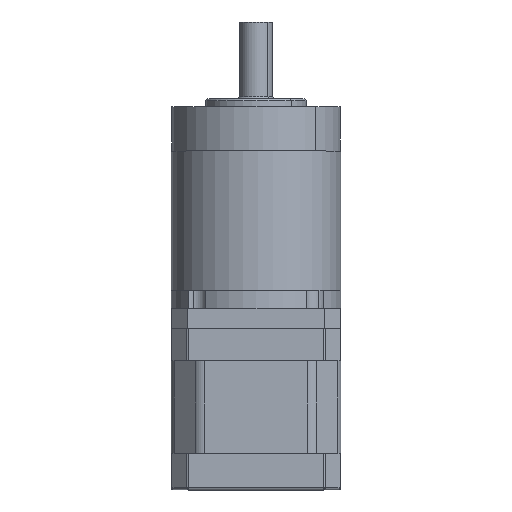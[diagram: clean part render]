
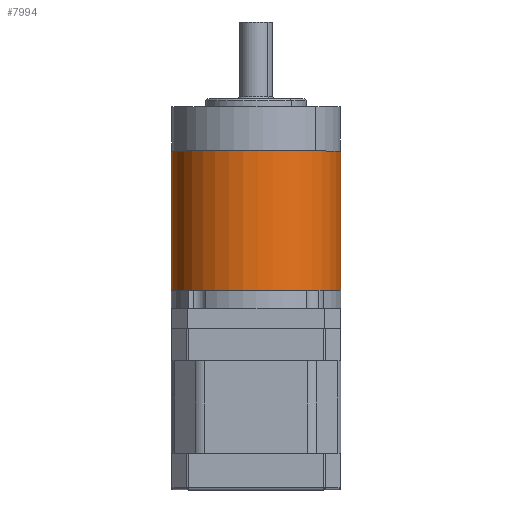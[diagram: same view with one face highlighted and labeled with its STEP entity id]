
A CAD part, top view. The second image highlights one B-rep face of the part: STEP entity #7994.
In plain terms, the highlighted cylindrical face has radius 21 mm (diameter 42 mm), a partial arc.
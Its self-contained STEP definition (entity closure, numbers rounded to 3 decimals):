
#32 = DIRECTION ( 'NONE',  ( 0., 0., 1. ) ) ;
#374 = AXIS2_PLACEMENT_3D ( 'NONE', #1878, #5028, #32 ) ;
#508 = DIRECTION ( 'NONE',  ( 0., -1., 0. ) ) ;
#1190 = ORIENTED_EDGE ( 'NONE', *, *, #17611, .T. ) ;
#1578 = DIRECTION ( 'NONE',  ( 0., -1., 0. ) ) ;
#1878 = CARTESIAN_POINT ( 'NONE',  ( 0., 0., 0. ) ) ;
#2142 = EDGE_LOOP ( 'NONE', ( #21009, #11679, #8887, #1190 ) ) ;
#3089 = FACE_OUTER_BOUND ( 'NONE', #2142, .T. ) ;
#3737 = CARTESIAN_POINT ( 'NONE',  ( 0., 0., 21. ) ) ;
#4623 = CARTESIAN_POINT ( 'NONE',  ( 0., 0., -21. ) ) ;
#5028 = DIRECTION ( 'NONE',  ( 0., 1., 0. ) ) ;
#5461 = CARTESIAN_POINT ( 'NONE',  ( 0., 34.5, 21. ) ) ;
#5641 = CARTESIAN_POINT ( 'NONE',  ( 0., 34.5, -21. ) ) ;
#5653 = VERTEX_POINT ( 'NONE', #4623 ) ;
#5687 = EDGE_CURVE ( 'NONE', #7839, #7640, #14909, .T. ) ;
#6283 = CIRCLE ( 'NONE', #374, 21. ) ;
#6775 = DIRECTION ( 'NONE',  ( 0., 0., -1. ) ) ;
#6928 = AXIS2_PLACEMENT_3D ( 'NONE', #18216, #16589, #11482 ) ;
#7511 = LINE ( 'NONE', #10873, #8840 ) ;
#7640 = VERTEX_POINT ( 'NONE', #5461 ) ;
#7839 = VERTEX_POINT ( 'NONE', #5641 ) ;
#7994 = ADVANCED_FACE ( 'NONE', ( #3089 ), #18194, .T. ) ;
#8575 = LINE ( 'NONE', #15187, #13587 ) ;
#8840 = VECTOR ( 'NONE', #14127, 1000. ) ;
#8887 = ORIENTED_EDGE ( 'NONE', *, *, #9280, .T. ) ;
#9280 = EDGE_CURVE ( 'NONE', #7839, #5653, #7511, .T. ) ;
#9943 = CARTESIAN_POINT ( 'NONE',  ( 0., 34.5, 0. ) ) ;
#10873 = CARTESIAN_POINT ( 'NONE',  ( 0., 34.5, -21. ) ) ;
#11482 = DIRECTION ( 'NONE',  ( 0., 0., 1. ) ) ;
#11679 = ORIENTED_EDGE ( 'NONE', *, *, #5687, .F. ) ;
#12637 = EDGE_CURVE ( 'NONE', #7640, #14505, #8575, .T. ) ;
#13587 = VECTOR ( 'NONE', #508, 1000. ) ;
#13999 = AXIS2_PLACEMENT_3D ( 'NONE', #9943, #1578, #6775 ) ;
#14127 = DIRECTION ( 'NONE',  ( 0., -1., 0. ) ) ;
#14505 = VERTEX_POINT ( 'NONE', #3737 ) ;
#14909 = CIRCLE ( 'NONE', #6928, 21. ) ;
#15187 = CARTESIAN_POINT ( 'NONE',  ( 0., 34.5, 21. ) ) ;
#16589 = DIRECTION ( 'NONE',  ( 0., 1., 0. ) ) ;
#17611 = EDGE_CURVE ( 'NONE', #5653, #14505, #6283, .T. ) ;
#18194 = CYLINDRICAL_SURFACE ( 'NONE', #13999, 21. ) ;
#18216 = CARTESIAN_POINT ( 'NONE',  ( 0., 34.5, 0. ) ) ;
#21009 = ORIENTED_EDGE ( 'NONE', *, *, #12637, .F. ) ;
